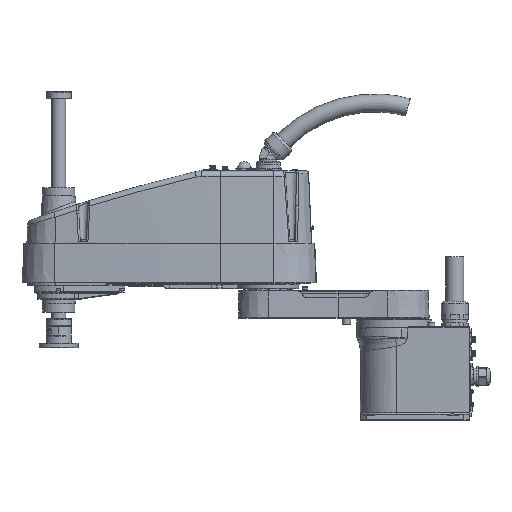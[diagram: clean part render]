
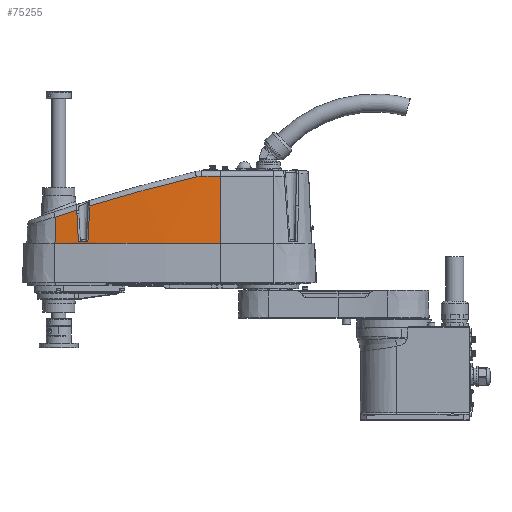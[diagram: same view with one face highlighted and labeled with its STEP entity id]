
A CAD part, top view. The second image highlights one B-rep face of the part: STEP entity #75255.
In plain terms, the highlighted conical face has half-angle 2.5 degrees and reference radius 2539.47 mm.
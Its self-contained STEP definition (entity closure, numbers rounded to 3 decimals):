
#1014 = DIRECTION ( 'NONE',  ( 0., 1., 0. ) ) ;
#1367 = AXIS2_PLACEMENT_3D ( 'NONE', #75842, #54180, #38379 ) ;
#1584 = EDGE_CURVE ( 'NONE', #21876, #87742, #28803, .T. ) ;
#2294 = VECTOR ( 'NONE', #64614, 1000. ) ;
#7041 = VERTEX_POINT ( 'NONE', #22053 ) ;
#7427 = ORIENTED_EDGE ( 'NONE', *, *, #49516, .T. ) ;
#8378 = CARTESIAN_POINT ( 'NONE',  ( -340.112, 80.985, 61.217 ) ) ;
#9469 = CARTESIAN_POINT ( 'NONE',  ( -342.788, 132.043, 58.704 ) ) ;
#9569 = VERTEX_POINT ( 'NONE', #14396 ) ;
#9789 = ORIENTED_EDGE ( 'NONE', *, *, #44828, .T. ) ;
#10587 = ORIENTED_EDGE ( 'NONE', *, *, #77959, .T. ) ;
#11476 = EDGE_CURVE ( 'NONE', #7041, #63789, #12708, .T. ) ;
#11890 = CARTESIAN_POINT ( 'NONE',  ( -381.712, 72.3, 57.051 ) ) ;
#12708 = B_SPLINE_CURVE_WITH_KNOTS ( 'NONE', 3,
 ( #16202, #61375, #89217, #9469 ),
 .UNSPECIFIED., .F., .F.,
 ( 4, 4 ),
 ( 0., 0.006 ),
 .UNSPECIFIED. ) ;
#14396 = CARTESIAN_POINT ( 'NONE',  ( -128.605, 191.489, 68.865 ) ) ;
#14553 = EDGE_CURVE ( 'NONE', #48500, #79786, #28060, .T. ) ;
#14680 = CARTESIAN_POINT ( 'NONE',  ( -85., 72.3, 74.444 ) ) ;
#15115 = CARTESIAN_POINT ( 'NONE',  ( -339.903, 76.995, 61.413 ) ) ;
#15883 = CARTESIAN_POINT ( 'NONE',  ( -85., 72.3, -2465.029 ) ) ;
#16202 = CARTESIAN_POINT ( 'NONE',  ( -342.495, 126.402, 58.982 ) ) ;
#17110 = CARTESIAN_POINT ( 'NONE',  ( -381.471, 119.463, 55.006 ) ) ;
#17278 = ORIENTED_EDGE ( 'NONE', *, *, #80339, .T. ) ;
#19328 = CARTESIAN_POINT ( 'NONE',  ( -320.139, 125.397, 61.207 ) ) ;
#19814 = CARTESIAN_POINT ( 'NONE',  ( -320.977, 109.432, 61.829 ) ) ;
#20282 = CARTESIAN_POINT ( 'NONE',  ( -319.511, 137.372, 60.74 ) ) ;
#20982 = CARTESIAN_POINT ( 'NONE',  ( -341.368, 104.923, 60.039 ) ) ;
#21207 = CARTESIAN_POINT ( 'NONE',  ( -192.871, 176.183, 68.428 ) ) ;
#21876 = VERTEX_POINT ( 'NONE', #11890 ) ;
#22053 = CARTESIAN_POINT ( 'NONE',  ( -342.495, 126.402, 58.982 ) ) ;
#22055 = CARTESIAN_POINT ( 'NONE',  ( -322.783, 75., 63.169 ) ) ;
#22707 = DIRECTION ( 'NONE',  ( 0., -1., 0. ) ) ;
#25749 = EDGE_LOOP ( 'NONE', ( #17278, #10587, #84480, #7427, #29385, #73816, #46238, #31500, #78987, #92849, #9789 ) ) ;
#26360 = EDGE_CURVE ( 'NONE', #89286, #21876, #78607, .T. ) ;
#27631 = B_SPLINE_CURVE_WITH_KNOTS ( 'NONE', 3,
 ( #72964, #88299, #66702, #82058 ),
 .UNSPECIFIED., .F., .F.,
 ( 4, 4 ),
 ( 0.003, 0.044 ),
 .UNSPECIFIED. ) ;
#28060 = CIRCLE ( 'NONE', #89374, 2534.222 ) ;
#28803 = CIRCLE ( 'NONE', #41014, 2539.474 ) ;
#28869 = CARTESIAN_POINT ( 'NONE',  ( -319.406, 139.368, 60.662 ) ) ;
#29385 = ORIENTED_EDGE ( 'NONE', *, *, #11476, .T. ) ;
#29700 = CARTESIAN_POINT ( 'NONE',  ( -322.181, 86.477, 62.722 ) ) ;
#31500 = ORIENTED_EDGE ( 'NONE', *, *, #1584, .T. ) ;
#34158 = CARTESIAN_POINT ( 'NONE',  ( -319.72, 133.38, 60.895 ) ) ;
#35156 = CARTESIAN_POINT ( 'NONE',  ( -125.534, 192.221, 68.886 ) ) ;
#35903 = CARTESIAN_POINT ( 'NONE',  ( -119.265, 192.586, 68.961 ) ) ;
#36755 = CARTESIAN_POINT ( 'NONE',  ( -340.949, 96.943, 60.432 ) ) ;
#36867 = CARTESIAN_POINT ( 'NONE',  ( -321.579, 97.954, 62.276 ) ) ;
#37220 = CARTESIAN_POINT ( 'NONE',  ( -341.744, 112.083, 59.687 ) ) ;
#38006 = DIRECTION ( 'NONE',  ( 0., 0., 1. ) ) ;
#38379 = DIRECTION ( 'NONE',  ( 0., 0., 1. ) ) ;
#41014 = AXIS2_PLACEMENT_3D ( 'NONE', #59236, #1014, #45681 ) ;
#41955 = LINE ( 'NONE', #57344, #2294 ) ;
#42332 = CARTESIAN_POINT ( 'NONE',  ( -122.421, 192.586, 68.918 ) ) ;
#43392 = EDGE_CURVE ( 'NONE', #63789, #89286, #27631, .T. ) ;
#43906 = CARTESIAN_POINT ( 'NONE',  ( -339.798, 75., 61.511 ) ) ;
#44828 = EDGE_CURVE ( 'NONE', #79786, #9569, #89230, .T. ) ;
#45054 = CARTESIAN_POINT ( 'NONE',  ( -256.468, 158.804, 65.651 ) ) ;
#45681 = DIRECTION ( 'NONE',  ( 0., 0., 1. ) ) ;
#45820 = CARTESIAN_POINT ( 'NONE',  ( -342.788, 132.043, 58.704 ) ) ;
#45933 = B_SPLINE_CURVE_WITH_KNOTS ( 'NONE', 3,
 ( #43906, #15115, #88617, #8378, #87681, #36755, #20982, #37220, #88155, #66560 ),
 .UNSPECIFIED., .F., .F.,
 ( 4, 3, 3, 4 ),
 ( 0., 0.006, 0.03, 0.052 ),
 .UNSPECIFIED. ) ;
#46238 = ORIENTED_EDGE ( 'NONE', *, *, #26360, .T. ) ;
#48500 = VERTEX_POINT ( 'NONE', #91914 ) ;
#48570 = CARTESIAN_POINT ( 'NONE',  ( -320.558, 117.415, 61.518 ) ) ;
#49516 = EDGE_CURVE ( 'NONE', #49669, #7041, #45933, .T. ) ;
#49669 = VERTEX_POINT ( 'NONE', #78501 ) ;
#50514 = CARTESIAN_POINT ( 'NONE',  ( -119.265, 192.586, 68.961 ) ) ;
#51146 = CONICAL_SURFACE ( 'NONE', #66493, 2539.474, 0.044 ) ;
#53318 = FACE_OUTER_BOUND ( 'NONE', #25749, .T. ) ;
#53918 = VERTEX_POINT ( 'NONE', #76243 ) ;
#54180 = DIRECTION ( 'NONE',  ( 0., 1., 0. ) ) ;
#55408 = DIRECTION ( 'NONE',  ( 0., 0., -1. ) ) ;
#57133 = VECTOR ( 'NONE', #72802, 1000. ) ;
#57344 = CARTESIAN_POINT ( 'NONE',  ( -85., 72.3, 74.444 ) ) ;
#57414 = CARTESIAN_POINT ( 'NONE',  ( -381.712, 72.3, 57.051 ) ) ;
#58300 = EDGE_CURVE ( 'NONE', #49669, #53918, #81188, .T. ) ;
#59236 = CARTESIAN_POINT ( 'NONE',  ( -85., 72.3, -2465.029 ) ) ;
#61375 = CARTESIAN_POINT ( 'NONE',  ( -342.594, 128.283, 58.889 ) ) ;
#62852 = B_SPLINE_CURVE_WITH_KNOTS ( 'NONE', 3,
 ( #71175, #20282, #93245, #34158, #19328, #48570, #19814, #36867, #29700, #22055 ),
 .UNSPECIFIED., .F., .F.,
 ( 4, 3, 3, 4 ),
 ( 0., 0.006, 0.03, 0.065 ),
 .UNSPECIFIED. ) ;
#63789 = VERTEX_POINT ( 'NONE', #45820 ) ;
#64614 = DIRECTION ( 'NONE',  ( 0., -0.999, 0.044 ) ) ;
#64870 = B_SPLINE_CURVE_WITH_KNOTS ( 'NONE', 3,
 ( #65354, #21207, #45054, #28869 ),
 .UNSPECIFIED., .F., .F.,
 ( 4, 4 ),
 ( 0., 0.198 ),
 .UNSPECIFIED. ) ;
#65354 = CARTESIAN_POINT ( 'NONE',  ( -128.605, 191.489, 68.865 ) ) ;
#66493 = AXIS2_PLACEMENT_3D ( 'NONE', #15883, #22707, #38006 ) ;
#66560 = CARTESIAN_POINT ( 'NONE',  ( -342.495, 126.402, 58.982 ) ) ;
#66702 = CARTESIAN_POINT ( 'NONE',  ( -368.613, 123.741, 56.331 ) ) ;
#70775 = CARTESIAN_POINT ( 'NONE',  ( -85., 192.586, -2465.029 ) ) ;
#71175 = CARTESIAN_POINT ( 'NONE',  ( -319.406, 139.368, 60.662 ) ) ;
#71234 = CARTESIAN_POINT ( 'NONE',  ( -128.605, 191.489, 68.865 ) ) ;
#71332 = EDGE_CURVE ( 'NONE', #48500, #87742, #41955, .T. ) ;
#72802 = DIRECTION ( 'NONE',  ( -0.005, -0.999, 0.043 ) ) ;
#72964 = CARTESIAN_POINT ( 'NONE',  ( -342.788, 132.043, 58.704 ) ) ;
#73816 = ORIENTED_EDGE ( 'NONE', *, *, #43392, .T. ) ;
#75255 = ADVANCED_FACE ( 'NONE', ( #53318 ), #51146, .T. ) ;
#75842 = CARTESIAN_POINT ( 'NONE',  ( -85., 75., -2465.029 ) ) ;
#76192 = CARTESIAN_POINT ( 'NONE',  ( -319.406, 139.368, 60.662 ) ) ;
#76243 = CARTESIAN_POINT ( 'NONE',  ( -322.783, 75., 63.169 ) ) ;
#77959 = EDGE_CURVE ( 'NONE', #85511, #53918, #62852, .T. ) ;
#78501 = CARTESIAN_POINT ( 'NONE',  ( -339.798, 75., 61.511 ) ) ;
#78607 = LINE ( 'NONE', #57414, #57133 ) ;
#78987 = ORIENTED_EDGE ( 'NONE', *, *, #71332, .F. ) ;
#79786 = VERTEX_POINT ( 'NONE', #35903 ) ;
#80339 = EDGE_CURVE ( 'NONE', #9569, #85511, #64870, .T. ) ;
#81188 = CIRCLE ( 'NONE', #1367, 2539.356 ) ;
#82058 = CARTESIAN_POINT ( 'NONE',  ( -381.471, 119.463, 55.006 ) ) ;
#84480 = ORIENTED_EDGE ( 'NONE', *, *, #58300, .F. ) ;
#85511 = VERTEX_POINT ( 'NONE', #76192 ) ;
#87681 = CARTESIAN_POINT ( 'NONE',  ( -340.531, 88.964, 60.824 ) ) ;
#87742 = VERTEX_POINT ( 'NONE', #14680 ) ;
#88155 = CARTESIAN_POINT ( 'NONE',  ( -342.12, 119.243, 59.334 ) ) ;
#88299 = CARTESIAN_POINT ( 'NONE',  ( -355.719, 127.934, 57.564 ) ) ;
#88617 = CARTESIAN_POINT ( 'NONE',  ( -340.007, 78.99, 61.315 ) ) ;
#89217 = CARTESIAN_POINT ( 'NONE',  ( -342.692, 130.163, 58.797 ) ) ;
#89230 = B_SPLINE_CURVE_WITH_KNOTS ( 'NONE', 3,
 ( #50514, #42332, #35156, #71234 ),
 .UNSPECIFIED., .F., .F.,
 ( 4, 4 ),
 ( 0., 0.009 ),
 .UNSPECIFIED. ) ;
#89286 = VERTEX_POINT ( 'NONE', #17110 ) ;
#89374 = AXIS2_PLACEMENT_3D ( 'NONE', #70775, #91399, #55408 ) ;
#91399 = DIRECTION ( 'NONE',  ( 0., -1., 0. ) ) ;
#91914 = CARTESIAN_POINT ( 'NONE',  ( -85., 192.586, 69.193 ) ) ;
#92849 = ORIENTED_EDGE ( 'NONE', *, *, #14553, .T. ) ;
#93245 = CARTESIAN_POINT ( 'NONE',  ( -319.616, 135.376, 60.818 ) ) ;
